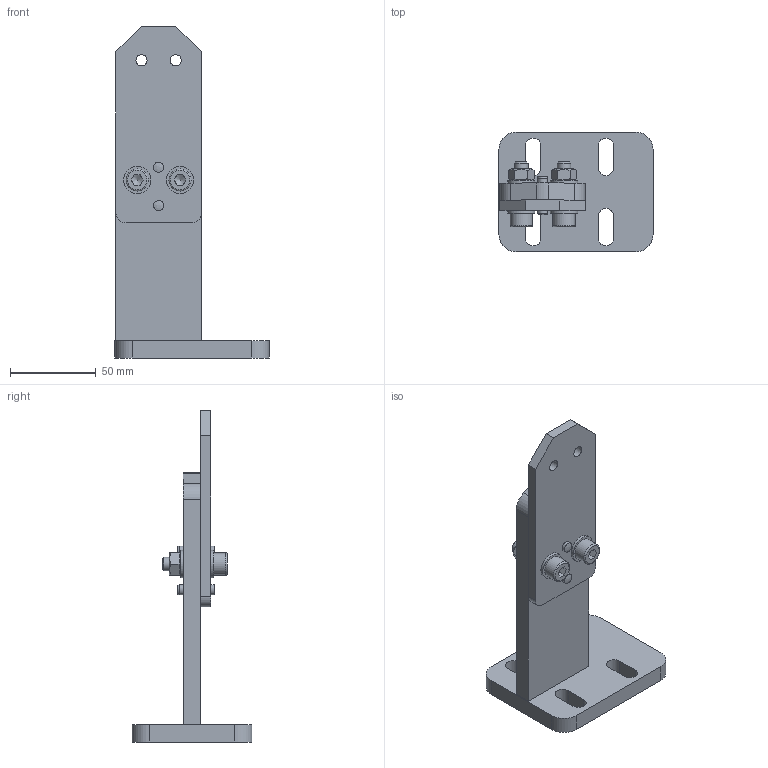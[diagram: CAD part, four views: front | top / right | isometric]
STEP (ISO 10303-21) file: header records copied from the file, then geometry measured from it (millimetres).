
FILE_DESCRIPTION(/* description */ (''),/* implementation_level */ '2;1');
FILE_NAME(/* name */ 'CMBL150.stp',/* time_stamp */ '2022-01-21T15:35:49+00:00',/* author */ ('Sandfield Engineering'),/* organization */ ('Sandfield Engineering'),/* preprocessor_version */ 'ST-DEVELOPER v18.1',/* originating_system */ 'Autodesk Inventor 2021',/* authorisation */ '');
FILE_SCHEMA (('AUTOMOTIVE_DESIGN { 1 0 10303 214 3 1 1 }'));
Length unit declared in the file: millimetre
Products named in the file (3): CMBL150; 150MM BASE DERIVED; MOUNTING BRACKET WITH FIXINGS DERIVED
Assembly tree (2 placements, depth 2):
  CMBL150
    150MM BASE DERIVED
    MOUNTING BRACKET WITH FIXINGS DERIVED
Bounding box: 90 x 70 x 194 mm (x, y, z)
Volume: 156422.3 mm3; surface area: 51764.5 mm2
Topology: 2 solids, 2 shells, 144 faces, 346 edges, 232 vertices
Faces by surface type: plane 83, cylinder 45, cone 12, torus 2, sphere 2
Full cylindrical faces by diameter (mm): 6 x4, 6.5 x2, 8 x6, 8.4 x4, 8.5 x2, 13 x2, 16 x4
Entity records: 4321 total; most frequent: CARTESIAN_POINT 809, DIRECTION 716, ORIENTED_EDGE 688, EDGE_CURVE 344, AXIS2_PLACEMENT_3D 265, VERTEX_POINT 232, EDGE_LOOP 188, LINE 186
